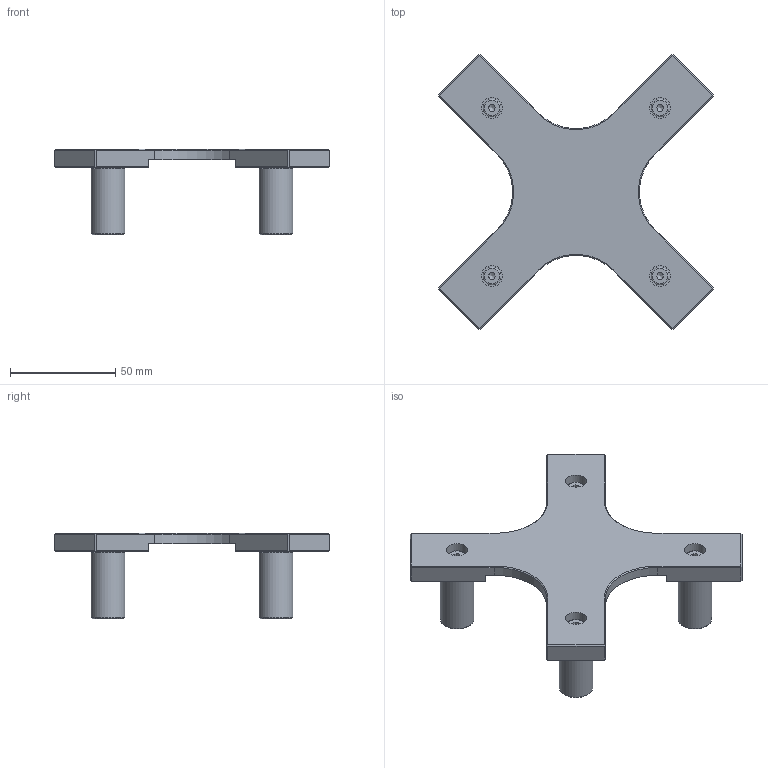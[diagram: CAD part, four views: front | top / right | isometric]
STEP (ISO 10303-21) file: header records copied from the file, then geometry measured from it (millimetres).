
FILE_DESCRIPTION(/* description */ ('ASSIEME PRESSORE PFP 185'),/* implementation_level */ '2;1');
FILE_NAME(/* name */ 'PFP-185 P.stp',/* time_stamp */ '2021-06-12T07:09:44+02:00',/* author */ ('Francesca'),/* organization */ (''),/* preprocessor_version */ 'ST-DEVELOPER v17',/* originating_system */ 'Autodesk Inventor 2019',/* authorisation */ '');
FILE_SCHEMA (('AUTOMOTIVE_DESIGN { 1 0 10303 214 3 1 1 }'));
Length unit declared in the file: millimetre
Products named in the file (4): PFP-185 P-cliente; PFP-185-PRESSORE; PFP-185-PERNO PRESSORE-cliente; DIN 7984 - M5 x 8
Assembly tree (9 placements, depth 2):
  PFP-185 P-cliente
    PFP-185-PRESSORE
    PFP-185-PERNO PRESSORE-cliente  x4
    DIN 7984 - M5 x 8  x4
Bounding box: 130.81 x 130.81 x 40.9 mm (x, y, z)
Volume: 81963.5 mm3; surface area: 32857.1 mm2
Topology: 9 solids, 9 shells, 202 faces, 468 edges, 300 vertices
Faces by surface type: plane 122, cylinder 40, cone 32, torus 8
Full cylindrical faces by diameter (mm): 4.134 x4, 5 x4, 5.2 x4, 6.5 x4, 7.1 x4, 8.5 x4, 10 x4, 16 x4
Entity records: 3480 total; most frequent: DIRECTION 607, CARTESIAN_POINT 578, ORIENTED_EDGE 536, EDGE_CURVE 268, AXIS2_PLACEMENT_3D 215, LINE 177, VECTOR 177, VERTEX_POINT 165
